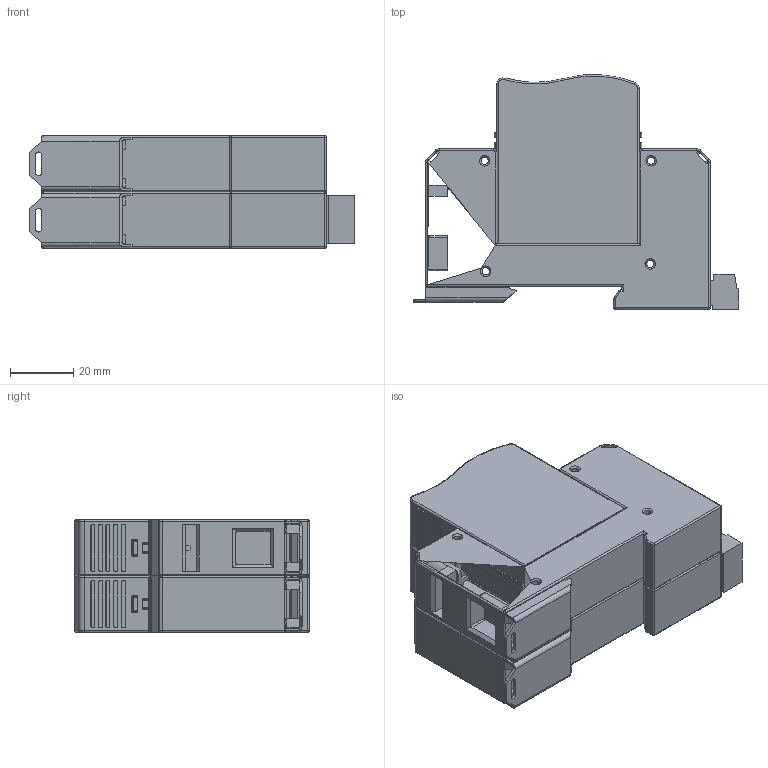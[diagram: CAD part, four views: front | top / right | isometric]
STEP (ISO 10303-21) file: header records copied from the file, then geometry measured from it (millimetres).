
FILE_DESCRIPTION((''),'2;1');
FILE_NAME('ASM0011_ASM','2020-12-22T',('marketing.praksa'),('Audax d.o.o.'),'CREO PARAMETRIC BY PTC INC, 2017480','CREO PARAMETRIC BY PTC INC, 2017480','');
FILE_SCHEMA(('AUTOMOTIVE_DESIGN { 1 0 10303 214 1 1 1 1 }'));
Products named in the file (28): BAZA_1TE_B2S_BREZ_PE_20_1_2_1_2; BAZA_1TE_B2S_BREZ_PE_20_1_2_2_2; BAZA_1TE_B2S_BREZ_PE_20_1_2_3_2; BAZA_1TE_B2S_BREZ_PE_20_1_2_A_1_ASM; BAZA_1TE_B2S_ZASKOK_20_1_2_1__1; BAZA_1TE_B2S_ZASKOK_20_1_2_2__1; BAZA_1TE_B2S_ZASKOK_20_1_2_3__1; BAZA_1TE_B2S_ZASKOK_20_1_2_AS_1_ASM; MODUL_OUTER_S_SHAPE_B2S_10_1_10; OUTER_2TE_S_B2S_ASM_4_1_ASM_1_1_ASM; TMP_DWG_65_1_1_1_2_1_2_3_4_1_1; TMP_DWG_65_1_2_1_2_1_2_3_4_1_1; TMP_DWG_65_1_3_1_2_1_2_3_4_1_1; ASM0008_1_2_3_ASM_1_1_ASM; ASM0007_ASM_1_1_ASM; TMP_DWG_65_1_1_1_2_1_2_3_4_5__1; TMP_DWG_65_1_2_1_2_1_2_3_4_5__1; TMP_DWG_65_1_3_1_2_1_2_3_4_5__1; ASM0008_1_2_3_4_ASM_1_1_ASM; ASM0009_ASM_1_1_ASM; IZ506_507_ETITEC_B_2P0_ASM_1_1_ASM; BAZA_1TE_B2S_RC_ZASKOK_19_1_1_2; BAZA_1TE_B2S_RC_ZASKOK_19_ASM_3_ASM; OUTER_1TE_S_SHAPE_B2S_R_ASM_3_2_ASM; IZ506_504_ETITEC_B_1P0_RC_ASM_3_ASM; ASM0010_ASM_1_ASM; PART_RC_ASM; ASM0011_ASM
Assembly tree (28 placements, depth 7):
  ASM0011_ASM
    IZ506_507_ETITEC_B_2P0_ASM_1_1_ASM
      OUTER_2TE_S_B2S_ASM_4_1_ASM_1_1_ASM
        BAZA_1TE_B2S_BREZ_PE_20_1_2_A_1_ASM
          BAZA_1TE_B2S_BREZ_PE_20_1_2_1_2
          BAZA_1TE_B2S_BREZ_PE_20_1_2_2_2
          BAZA_1TE_B2S_BREZ_PE_20_1_2_3_2
        BAZA_1TE_B2S_ZASKOK_20_1_2_AS_1_ASM
          BAZA_1TE_B2S_ZASKOK_20_1_2_1__1
          BAZA_1TE_B2S_ZASKOK_20_1_2_2__1
          BAZA_1TE_B2S_ZASKOK_20_1_2_3__1
        MODUL_OUTER_S_SHAPE_B2S_10_1_10  x2
      ASM0007_ASM_1_1_ASM
        ASM0008_1_2_3_ASM_1_1_ASM
          TMP_DWG_65_1_1_1_2_1_2_3_4_1_1
          TMP_DWG_65_1_2_1_2_1_2_3_4_1_1
          TMP_DWG_65_1_3_1_2_1_2_3_4_1_1
      ASM0009_ASM_1_1_ASM
        ASM0008_1_2_3_4_ASM_1_1_ASM
          TMP_DWG_65_1_1_1_2_1_2_3_4_5__1
          TMP_DWG_65_1_2_1_2_1_2_3_4_5__1
          TMP_DWG_65_1_3_1_2_1_2_3_4_5__1
    PART_RC_ASM
      ASM0010_ASM_1_ASM
        IZ506_504_ETITEC_B_1P0_RC_ASM_3_ASM
          OUTER_1TE_S_SHAPE_B2S_R_ASM_3_2_ASM
            BAZA_1TE_B2S_RC_ZASKOK_19_ASM_3_ASM
              BAZA_1TE_B2S_RC_ZASKOK_19_1_1_2
Bounding box: 102.9 x 74.14 x 35.6 mm (x, y, z)
Volume: 179291 mm3; surface area: 50676.3 mm2
Topology: 15 solids, 15 shells, 1215 faces, 3262 edges, 2112 vertices
Faces by surface type: plane 697, cylinder 380, torus 54, cone 40, sphere 28, bspline 16
Entity records: 43366 total; most frequent: CARTESIAN_POINT 6724, DIRECTION 5519, ORIENTED_EDGE 5476, EDGE_CURVE 2738, PRESENTATION_STYLE_ASSIGNMENT 2696, STYLED_ITEM 2566, CURVE_STYLE 2450, AXIS2_PLACEMENT_3D 1878
